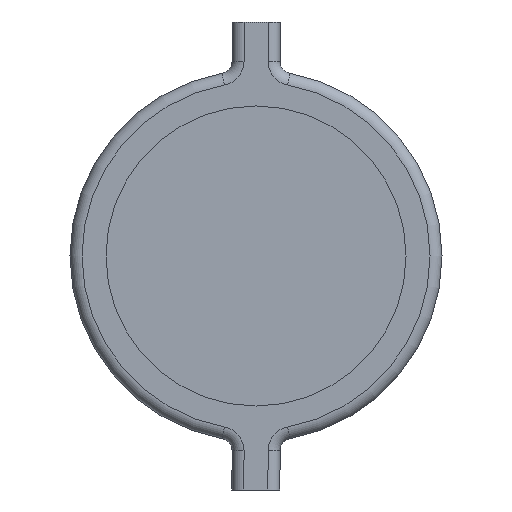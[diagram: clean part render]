
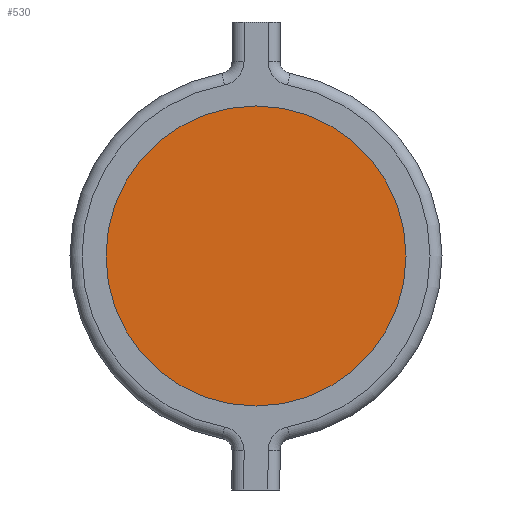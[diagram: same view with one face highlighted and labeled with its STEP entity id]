
A CAD part, left-side view. The second image highlights one B-rep face of the part: STEP entity #530.
In plain terms, the highlighted planar face has unit normal (-1, 0, 0).
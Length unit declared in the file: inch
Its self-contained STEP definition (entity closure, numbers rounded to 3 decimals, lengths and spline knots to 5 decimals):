
#19 = AXIS2_PLACEMENT_3D ( 'NONE', #297, #208, #730 ) ;
#46 = AXIS2_PLACEMENT_3D ( 'NONE', #880, #353, #799 ) ;
#129 = FACE_OUTER_BOUND ( 'NONE', #679, .T. ) ;
#145 = DIRECTION ( 'NONE',  ( -1., 0., 0. ) ) ;
#177 = CIRCLE ( 'NONE', #19, 0.0625 ) ;
#208 = DIRECTION ( 'NONE',  ( -1., 0., 0. ) ) ;
#229 = DIRECTION ( 'NONE',  ( 0., 0., 1. ) ) ;
#284 = CARTESIAN_POINT ( 'NONE',  ( -0.155, 0., -0.0625 ) ) ;
#297 = CARTESIAN_POINT ( 'NONE',  ( -0.155, 0., 0. ) ) ;
#353 = DIRECTION ( 'NONE',  ( -1., 0., 0. ) ) ;
#362 = CIRCLE ( 'NONE', #46, 0.0625 ) ;
#406 = ORIENTED_EDGE ( 'NONE', *, *, #476, .T. ) ;
#441 = AXIS2_PLACEMENT_3D ( 'NONE', #642, #145, #229 ) ;
#457 = ORIENTED_EDGE ( 'NONE', *, *, #742, .T. ) ;
#476 = EDGE_CURVE ( 'NONE', #534, #548, #177, .T. ) ;
#530 = ADVANCED_FACE ( 'NONE', ( #129 ), #810, .T. ) ;
#534 = VERTEX_POINT ( 'NONE', #695 ) ;
#548 = VERTEX_POINT ( 'NONE', #284 ) ;
#642 = CARTESIAN_POINT ( 'NONE',  ( -0.155, 0., 0. ) ) ;
#679 = EDGE_LOOP ( 'NONE', ( #457, #406 ) ) ;
#695 = CARTESIAN_POINT ( 'NONE',  ( -0.155, 0., 0.0625 ) ) ;
#730 = DIRECTION ( 'NONE',  ( 0., 0., 1. ) ) ;
#742 = EDGE_CURVE ( 'NONE', #548, #534, #362, .T. ) ;
#799 = DIRECTION ( 'NONE',  ( 0., 0., 1. ) ) ;
#810 = PLANE ( 'NONE',  #441 ) ;
#880 = CARTESIAN_POINT ( 'NONE',  ( -0.155, 0., 0. ) ) ;
